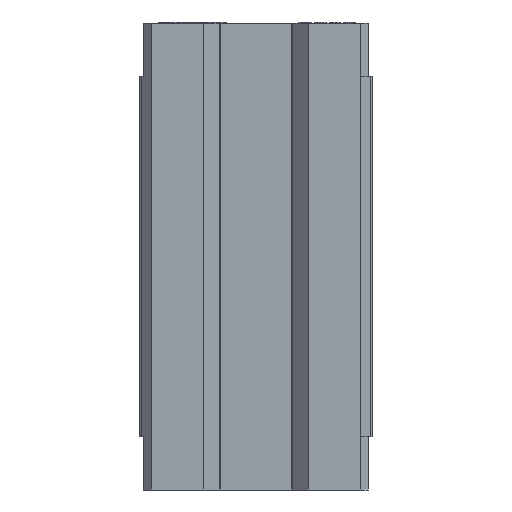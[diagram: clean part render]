
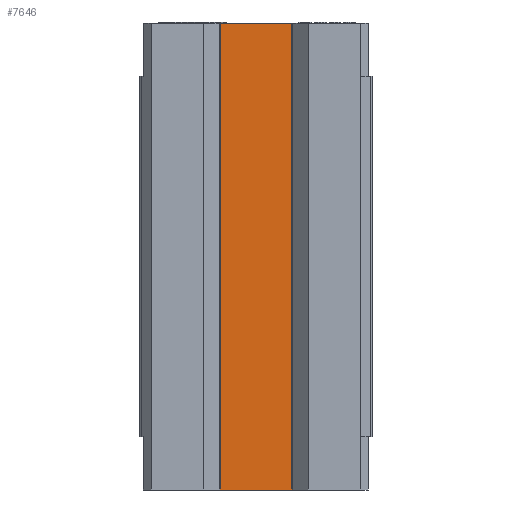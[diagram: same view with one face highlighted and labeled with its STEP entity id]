
A CAD part, front view. The second image highlights one B-rep face of the part: STEP entity #7646.
In plain terms, the highlighted planar face has unit normal (0, -1, 0).
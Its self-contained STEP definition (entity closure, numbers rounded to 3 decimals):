
#5703 = CARTESIAN_POINT ( 'NONE',  ( 9.256, 0., 60.2 ) ) ;
#5704 = DIRECTION ( 'NONE',  ( 0., 0., 1. ) ) ;
#5705 = VECTOR ( 'NONE', #5704, 1000. ) ;
#5706 = CARTESIAN_POINT ( 'NONE',  ( 9.256, 0., -46.5 ) ) ;
#5707 = LINE ( 'NONE', #5706, #5705 ) ;
#5762 = CARTESIAN_POINT ( 'NONE',  ( -9.256, 0., 60.2 ) ) ;
#5775 = CARTESIAN_POINT ( 'NONE',  ( 9.256, 0., -60.2 ) ) ;
#5812 = DIRECTION ( 'NONE',  ( 0., 0., -1. ) ) ;
#5813 = VECTOR ( 'NONE', #5812, 1000. ) ;
#5814 = CARTESIAN_POINT ( 'NONE',  ( -9.256, 0., -46.5 ) ) ;
#5815 = LINE ( 'NONE', #5814, #5813 ) ;
#6547 = CARTESIAN_POINT ( 'NONE',  ( -9.256, 0., -60.2 ) ) ;
#7646 = ADVANCED_FACE ( 'NONE', ( #10392 ), #10391, .T. ) ;
#7924 = EDGE_LOOP ( 'NONE', ( #7925, #7927, #7928, #7930 ) ) ;
#7925 = ORIENTED_EDGE ( 'NONE', *, *, #7926, .T. ) ;
#7926 = EDGE_CURVE ( 'NONE', #13698, #13202, #10912, .T. ) ;
#7927 = ORIENTED_EDGE ( 'NONE', *, *, #13177, .T. ) ;
#7928 = ORIENTED_EDGE ( 'NONE', *, *, #7929, .F. ) ;
#7929 = EDGE_CURVE ( 'NONE', #13209, #13178, #10902, .T. ) ;
#7930 = ORIENTED_EDGE ( 'NONE', *, *, #13211, .T. ) ;
#10391 = PLANE ( 'NONE',  #10396 ) ;
#10392 = FACE_OUTER_BOUND ( 'NONE', #7924, .T. ) ;
#10393 = DIRECTION ( 'NONE',  ( 1., 0., 0. ) ) ;
#10394 = DIRECTION ( 'NONE',  ( 0., -1., 0. ) ) ;
#10395 = CARTESIAN_POINT ( 'NONE',  ( -9.256, 0., -46.5 ) ) ;
#10396 = AXIS2_PLACEMENT_3D ( 'NONE', #10395, #10394, #10393 ) ;
#10902 = B_SPLINE_CURVE_WITH_KNOTS ( 'NONE', 3,
 ( #10956, #10955, #10954, #10953 ),
 .UNSPECIFIED., .F., .F.,
 ( 4, 4 ),
 ( 0., 1. ),
 .UNSPECIFIED. ) ;
#10904 = DIRECTION ( 'NONE',  ( 1., 0., 0. ) ) ;
#10905 = VECTOR ( 'NONE', #10904, 1000. ) ;
#10906 = CARTESIAN_POINT ( 'NONE',  ( 0., 0., -60.2 ) ) ;
#10912 = LINE ( 'NONE', #10906, #10905 ) ;
#10953 = CARTESIAN_POINT ( 'NONE',  ( 9.256, 0., 60.2 ) ) ;
#10954 = CARTESIAN_POINT ( 'NONE',  ( 3.085, 0., 60.2 ) ) ;
#10955 = CARTESIAN_POINT ( 'NONE',  ( -3.085, 0., 60.2 ) ) ;
#10956 = CARTESIAN_POINT ( 'NONE',  ( -9.256, 0., 60.2 ) ) ;
#13177 = EDGE_CURVE ( 'NONE', #13202, #13178, #5707, .T. ) ;
#13178 = VERTEX_POINT ( 'NONE', #5703 ) ;
#13202 = VERTEX_POINT ( 'NONE', #5775 ) ;
#13209 = VERTEX_POINT ( 'NONE', #5762 ) ;
#13211 = EDGE_CURVE ( 'NONE', #13209, #13698, #5815, .T. ) ;
#13698 = VERTEX_POINT ( 'NONE', #6547 ) ;
